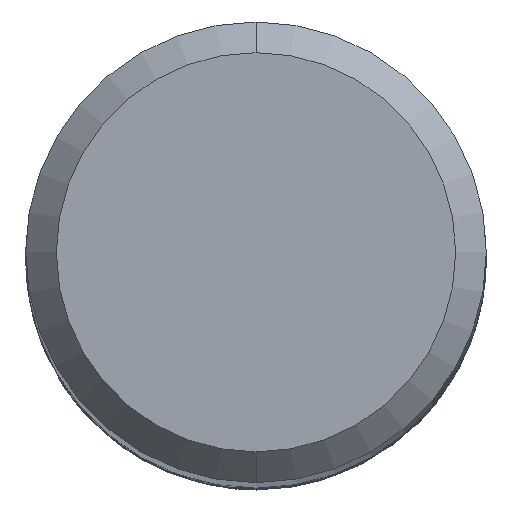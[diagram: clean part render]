
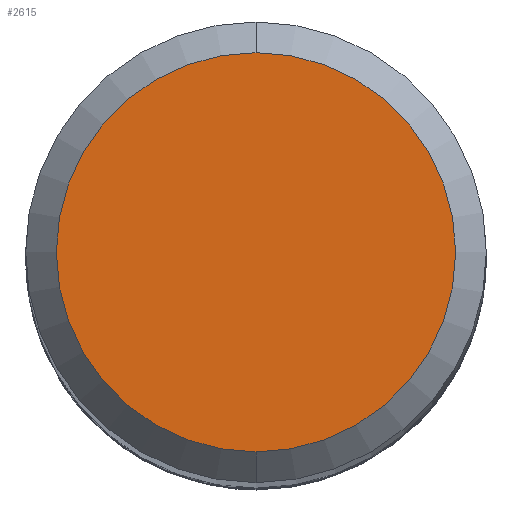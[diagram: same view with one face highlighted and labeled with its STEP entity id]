
A CAD part, top view. The second image highlights one B-rep face of the part: STEP entity #2615.
In plain terms, the highlighted planar face has unit normal (0, 0, 1).
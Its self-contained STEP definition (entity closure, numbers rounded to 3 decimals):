
#1697=EDGE_CURVE('',#1725,#2019,#4122,.T.);
#1725=VERTEX_POINT('',#4153);
#1933=EDGE_CURVE('',#2019,#1725,#4380,.T.);
#2019=VERTEX_POINT('',#4473);
#2615=ADVANCED_FACE('',(#5117),#5118,.T.);
#4122=CIRCLE('',#10833,2.6);
#4153=CARTESIAN_POINT('',(0.0,2.6,0.0));
#4380=CIRCLE('',#12790,2.6);
#4473=CARTESIAN_POINT('',(0.,-2.6,0.0));
#5117=FACE_OUTER_BOUND('',#17572,.T.);
#5118=PLANE('',#17573);
#10833=AXIS2_PLACEMENT_3D('',#25836,#25837,#25838);
#12790=AXIS2_PLACEMENT_3D('',#26123,#26124,#26125);
#17572=EDGE_LOOP('',(#26868,#26869));
#17573=AXIS2_PLACEMENT_3D('',#26870,#26871,#26872);
#25836=CARTESIAN_POINT('',(0.0,0.0,0.0));
#25837=DIRECTION('',(0.0,0.0,-1.0));
#25838=DIRECTION('',(0.0,1.0,0.0));
#26123=CARTESIAN_POINT('',(0.0,0.0,0.0));
#26124=DIRECTION('',(0.0,0.0,-1.0));
#26125=DIRECTION('',(0.0,1.0,0.0));
#26868=ORIENTED_EDGE('',*,*,#1697,.F.);
#26869=ORIENTED_EDGE('',*,*,#1933,.F.);
#26870=CARTESIAN_POINT('',(0.0,1.3,0.0));
#26871=DIRECTION('',(-0.0,0.0,1.0));
#26872=DIRECTION('',(0.0,-1.0,0.0));
